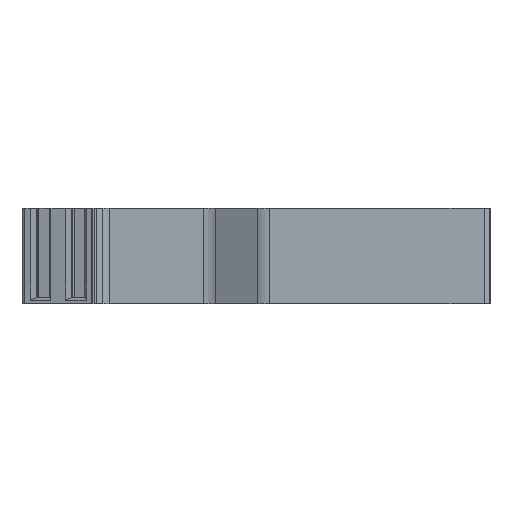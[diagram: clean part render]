
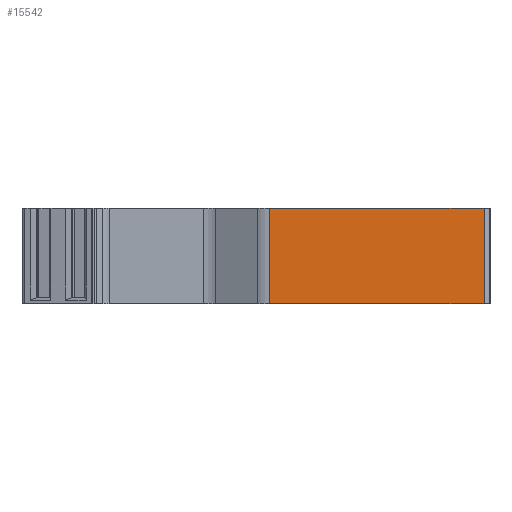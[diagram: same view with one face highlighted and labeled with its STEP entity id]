
A CAD part, left-side view. The second image highlights one B-rep face of the part: STEP entity #15542.
In plain terms, the highlighted planar face has unit normal (-1, 0, 0).
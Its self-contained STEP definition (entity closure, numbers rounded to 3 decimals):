
#5561 = PLANE('',#5562);
#5562 = AXIS2_PLACEMENT_3D('',#5563,#5564,#5565);
#5563 = CARTESIAN_POINT('',(-0.05,0.5,0.));
#5564 = DIRECTION('',(0.,0.,1.));
#5565 = DIRECTION('',(1.,0.,0.));
#6001 = VERTEX_POINT('',#6002);
#6002 = CARTESIAN_POINT('',(-25.05,-5.8,0.));
#6021 = CYLINDRICAL_SURFACE('',#6022,0.5);
#6022 = AXIS2_PLACEMENT_3D('',#6023,#6024,#6025);
#6023 = CARTESIAN_POINT('',(-24.55,-5.8,8.119));
#6024 = DIRECTION('',(0.,0.,-1.));
#6025 = DIRECTION('',(-1.,0.,0.));
#6033 = EDGE_CURVE('',#6001,#6034,#6036,.T.);
#6034 = VERTEX_POINT('',#6035);
#6035 = CARTESIAN_POINT('',(-25.05,12.464,0.));
#6036 = SURFACE_CURVE('',#6037,(#6041,#6048),.PCURVE_S1.);
#6037 = LINE('',#6038,#6039);
#6038 = CARTESIAN_POINT('',(-25.05,-5.8,0.));
#6039 = VECTOR('',#6040,1.);
#6040 = DIRECTION('',(0.,1.,0.));
#6041 = PCURVE('',#5561,#6042);
#6042 = DEFINITIONAL_REPRESENTATION('',(#6043),#6047);
#6043 = LINE('',#6044,#6045);
#6044 = CARTESIAN_POINT('',(-25.,-6.3));
#6045 = VECTOR('',#6046,1.);
#6046 = DIRECTION('',(0.,1.));
#6047 = ( GEOMETRIC_REPRESENTATION_CONTEXT(2) 
PARAMETRIC_REPRESENTATION_CONTEXT() REPRESENTATION_CONTEXT('2D SPACE',''
  ) );
#6048 = PCURVE('',#6049,#6054);
#6049 = PLANE('',#6050);
#6050 = AXIS2_PLACEMENT_3D('',#6051,#6052,#6053);
#6051 = CARTESIAN_POINT('',(-25.05,35.,0.));
#6052 = DIRECTION('',(-1.,0.,0.));
#6053 = DIRECTION('',(0.,-1.,0.));
#6054 = DEFINITIONAL_REPRESENTATION('',(#6055),#6059);
#6055 = LINE('',#6056,#6057);
#6056 = CARTESIAN_POINT('',(40.8,0.));
#6057 = VECTOR('',#6058,1.);
#6058 = DIRECTION('',(-1.,0.));
#6059 = ( GEOMETRIC_REPRESENTATION_CONTEXT(2) 
PARAMETRIC_REPRESENTATION_CONTEXT() REPRESENTATION_CONTEXT('2D SPACE',''
  ) );
#6082 = CYLINDRICAL_SURFACE('',#6083,2.);
#6083 = AXIS2_PLACEMENT_3D('',#6084,#6085,#6086);
#6084 = CARTESIAN_POINT('',(-23.05,12.464,8.119));
#6085 = DIRECTION('',(0.,0.,-1.));
#6086 = DIRECTION('',(-1.,0.,0.));
#9130 = PLANE('',#9131);
#9131 = AXIS2_PLACEMENT_3D('',#9132,#9133,#9134);
#9132 = CARTESIAN_POINT('',(-0.05,0.5,8.1));
#9133 = DIRECTION('',(0.,0.,1.));
#9134 = DIRECTION('',(1.,0.,0.));
#13967 = VERTEX_POINT('',#13968);
#13968 = CARTESIAN_POINT('',(-25.05,12.464,8.1));
#13990 = EDGE_CURVE('',#13967,#13991,#13993,.T.);
#13991 = VERTEX_POINT('',#13992);
#13992 = CARTESIAN_POINT('',(-25.05,-5.8,8.1));
#13993 = SURFACE_CURVE('',#13994,(#13998,#14005),.PCURVE_S1.);
#13994 = LINE('',#13995,#13996);
#13995 = CARTESIAN_POINT('',(-25.05,12.464,8.1));
#13996 = VECTOR('',#13997,1.);
#13997 = DIRECTION('',(0.,-1.,0.));
#13998 = PCURVE('',#9130,#13999);
#13999 = DEFINITIONAL_REPRESENTATION('',(#14000),#14004);
#14000 = LINE('',#14001,#14002);
#14001 = CARTESIAN_POINT('',(-25.,11.964));
#14002 = VECTOR('',#14003,1.);
#14003 = DIRECTION('',(0.,-1.));
#14004 = ( GEOMETRIC_REPRESENTATION_CONTEXT(2) 
PARAMETRIC_REPRESENTATION_CONTEXT() REPRESENTATION_CONTEXT('2D SPACE',''
  ) );
#14005 = PCURVE('',#6049,#14006);
#14006 = DEFINITIONAL_REPRESENTATION('',(#14007),#14011);
#14007 = LINE('',#14008,#14009);
#14008 = CARTESIAN_POINT('',(22.536,8.1));
#14009 = VECTOR('',#14010,1.);
#14010 = DIRECTION('',(1.,0.));
#14011 = ( GEOMETRIC_REPRESENTATION_CONTEXT(2) 
PARAMETRIC_REPRESENTATION_CONTEXT() REPRESENTATION_CONTEXT('2D SPACE',''
  ) );
#15521 = EDGE_CURVE('',#13991,#6001,#15522,.T.);
#15522 = SURFACE_CURVE('',#15523,(#15527,#15534),.PCURVE_S1.);
#15523 = LINE('',#15524,#15525);
#15524 = CARTESIAN_POINT('',(-25.05,-5.8,8.1));
#15525 = VECTOR('',#15526,1.);
#15526 = DIRECTION('',(0.,0.,-1.));
#15527 = PCURVE('',#6021,#15528);
#15528 = DEFINITIONAL_REPRESENTATION('',(#15529),#15533);
#15529 = LINE('',#15530,#15531);
#15530 = CARTESIAN_POINT('',(6.283,0.019));
#15531 = VECTOR('',#15532,1.);
#15532 = DIRECTION('',(0.,1.));
#15533 = ( GEOMETRIC_REPRESENTATION_CONTEXT(2) 
PARAMETRIC_REPRESENTATION_CONTEXT() REPRESENTATION_CONTEXT('2D SPACE',''
  ) );
#15534 = PCURVE('',#6049,#15535);
#15535 = DEFINITIONAL_REPRESENTATION('',(#15536),#15540);
#15536 = LINE('',#15537,#15538);
#15537 = CARTESIAN_POINT('',(40.8,8.1));
#15538 = VECTOR('',#15539,1.);
#15539 = DIRECTION('',(0.,-1.));
#15540 = ( GEOMETRIC_REPRESENTATION_CONTEXT(2) 
PARAMETRIC_REPRESENTATION_CONTEXT() REPRESENTATION_CONTEXT('2D SPACE',''
  ) );
#15542 = ADVANCED_FACE('',(#15543),#6049,.T.);
#15543 = FACE_BOUND('',#15544,.T.);
#15544 = EDGE_LOOP('',(#15545,#15566,#15567,#15568));
#15545 = ORIENTED_EDGE('',*,*,#15546,.T.);
#15546 = EDGE_CURVE('',#13967,#6034,#15547,.T.);
#15547 = SURFACE_CURVE('',#15548,(#15552,#15559),.PCURVE_S1.);
#15548 = LINE('',#15549,#15550);
#15549 = CARTESIAN_POINT('',(-25.05,12.464,8.1));
#15550 = VECTOR('',#15551,1.);
#15551 = DIRECTION('',(0.,0.,-1.));
#15552 = PCURVE('',#6049,#15553);
#15553 = DEFINITIONAL_REPRESENTATION('',(#15554),#15558);
#15554 = LINE('',#15555,#15556);
#15555 = CARTESIAN_POINT('',(22.536,8.1));
#15556 = VECTOR('',#15557,1.);
#15557 = DIRECTION('',(0.,-1.));
#15558 = ( GEOMETRIC_REPRESENTATION_CONTEXT(2) 
PARAMETRIC_REPRESENTATION_CONTEXT() REPRESENTATION_CONTEXT('2D SPACE',''
  ) );
#15559 = PCURVE('',#6082,#15560);
#15560 = DEFINITIONAL_REPRESENTATION('',(#15561),#15565);
#15561 = LINE('',#15562,#15563);
#15562 = CARTESIAN_POINT('',(0.,0.019));
#15563 = VECTOR('',#15564,1.);
#15564 = DIRECTION('',(0.,1.));
#15565 = ( GEOMETRIC_REPRESENTATION_CONTEXT(2) 
PARAMETRIC_REPRESENTATION_CONTEXT() REPRESENTATION_CONTEXT('2D SPACE',''
  ) );
#15566 = ORIENTED_EDGE('',*,*,#6033,.F.);
#15567 = ORIENTED_EDGE('',*,*,#15521,.F.);
#15568 = ORIENTED_EDGE('',*,*,#13990,.F.);
